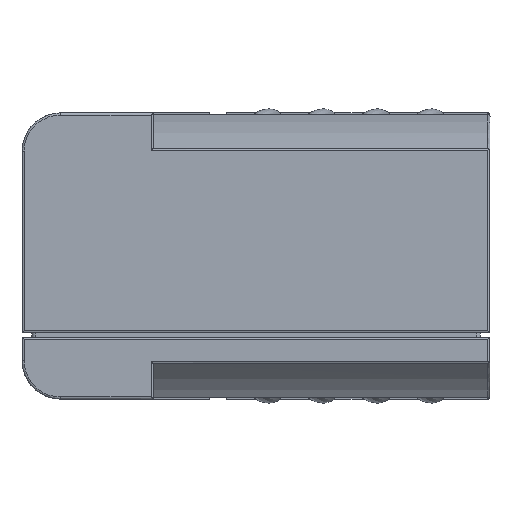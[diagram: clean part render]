
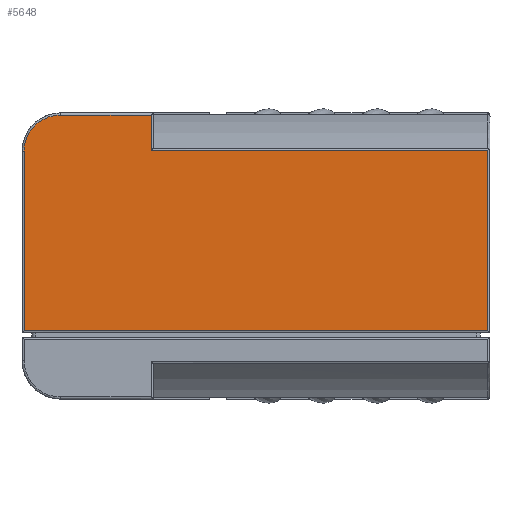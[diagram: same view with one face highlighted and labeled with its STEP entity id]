
A CAD part, front view. The second image highlights one B-rep face of the part: STEP entity #5648.
In plain terms, the highlighted face is planar.
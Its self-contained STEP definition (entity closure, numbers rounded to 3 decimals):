
#1081 = CARTESIAN_POINT ( 'NONE',  ( -21.558, -22.122, -27.647 ) ) ;
#1459 = LINE ( 'NONE', #9261, #11826 ) ;
#1797 = CARTESIAN_POINT ( 'NONE',  ( -21.428, -22.122, -28.3 ) ) ;
#2206 = VERTEX_POINT ( 'NONE', #25158 ) ;
#2580 = CARTESIAN_POINT ( 'NONE',  ( -21.428, -22.122, -36.7 ) ) ;
#2991 = CARTESIAN_POINT ( 'NONE',  ( -22.527, -22.122, -26.71 ) ) ;
#3023 = CARTESIAN_POINT ( 'NONE',  ( -43.138, -22.122, -36.7 ) ) ;
#3055 = CARTESIAN_POINT ( 'NONE',  ( -21.428, -22.122, -29.881 ) ) ;
#3169 = CARTESIAN_POINT ( 'NONE',  ( -21.632, -22.122, -27.489 ) ) ;
#3822 = VERTEX_POINT ( 'NONE', #2580 ) ;
#3885 = PLANE ( 'NONE',  #17129 ) ;
#3938 = CARTESIAN_POINT ( 'NONE',  ( -26.304, -22.122, -28.257 ) ) ;
#4651 = CARTESIAN_POINT ( 'NONE',  ( -26.304, -22.122, -29.881 ) ) ;
#4864 = CARTESIAN_POINT ( 'NONE',  ( -21.552, -22.122, -27.662 ) ) ;
#5172 = LINE ( 'NONE', #13918, #25372 ) ;
#5528 = LINE ( 'NONE', #3055, #15573 ) ;
#5648 = ADVANCED_FACE ( 'NONE', ( #20452 ), #3885, .T. ) ;
#5748 = VERTEX_POINT ( 'NONE', #23926 ) ;
#5927 = EDGE_CURVE ( 'NONE', #2206, #5748, #1459, .T. ) ;
#6842 = CARTESIAN_POINT ( 'NONE',  ( -22.092, -22.122, -26.932 ) ) ;
#6920 = CARTESIAN_POINT ( 'NONE',  ( -21.428, -22.122, -28.084 ) ) ;
#6998 = CARTESIAN_POINT ( 'NONE',  ( -21.57, -22.122, -27.62 ) ) ;
#7096 = CARTESIAN_POINT ( 'NONE',  ( -23.02, -22.122, -26.6 ) ) ;
#7181 = CARTESIAN_POINT ( 'NONE',  ( -23.128, -22.122, -26.6 ) ) ;
#7789 = EDGE_CURVE ( 'NONE', #18833, #3822, #5528, .T. ) ;
#8081 = EDGE_CURVE ( 'NONE', #23832, #16215, #22648, .T. ) ;
#8434 = DIRECTION ( 'NONE',  ( 0., 1., 0. ) ) ;
#8495 = VECTOR ( 'NONE', #20740, 1000. ) ;
#9126 = CARTESIAN_POINT ( 'NONE',  ( -22.553, -22.122, -26.7 ) ) ;
#9261 = CARTESIAN_POINT ( 'NONE',  ( -26.304, -22.122, -26.6 ) ) ;
#9718 = VERTEX_POINT ( 'NONE', #3023 ) ;
#10368 = EDGE_CURVE ( 'NONE', #5748, #18833, #14575, .T. ) ;
#10718 = CARTESIAN_POINT ( 'NONE',  ( -22.284, -22.122, -26.806 ) ) ;
#10735 = ORIENTED_EDGE ( 'NONE', *, *, #7789, .T. ) ;
#10975 = CARTESIAN_POINT ( 'NONE',  ( -22.861, -22.122, -26.615 ) ) ;
#11062 = CARTESIAN_POINT ( 'NONE',  ( -21.428, -22.122, -28.3 ) ) ;
#11826 = VECTOR ( 'NONE', #22964, 1000. ) ;
#12912 = CARTESIAN_POINT ( 'NONE',  ( -43.138, -22.122, -28.257 ) ) ;
#12999 = CARTESIAN_POINT ( 'NONE',  ( -22.516, -22.122, -26.714 ) ) ;
#13080 = CARTESIAN_POINT ( 'NONE',  ( -26.304, -22.122, -36.7 ) ) ;
#13918 = CARTESIAN_POINT ( 'NONE',  ( -27.388, -22.122, -29.881 ) ) ;
#14575 = B_SPLINE_CURVE_WITH_KNOTS ( 'NONE', 3,
 ( #7181, #7096, #10975, #22818, #20842, #9126, #2991, #12999, #10718, #6842, #22739, #20507, #3169, #14891, #6998, #1081, #4864, #18695, #6920, #11062 ),
 .UNSPECIFIED., .F., .F.,
 ( 4, 1, 1, 1, 2, 2, 2, 1, 1, 1, 2, 2, 4 ),
 ( 0., 0.125, 0.188, 0.219, 0.234, 0.25, 0.5, 0.625, 0.687, 0.719, 0.734, 0.75, 1. ),
 .UNSPECIFIED. ) ;
#14891 = CARTESIAN_POINT ( 'NONE',  ( -21.587, -22.122, -27.58 ) ) ;
#14937 = VECTOR ( 'NONE', #15857, 1000. ) ;
#15573 = VECTOR ( 'NONE', #16858, 1000. ) ;
#15857 = DIRECTION ( 'NONE',  ( 1., 0., 0. ) ) ;
#16215 = VERTEX_POINT ( 'NONE', #25204 ) ;
#16629 = LINE ( 'NONE', #19616, #20927 ) ;
#16858 = DIRECTION ( 'NONE',  ( 0., 0., -1. ) ) ;
#17129 = AXIS2_PLACEMENT_3D ( 'NONE', #4651, #8434, #19962 ) ;
#17439 = ORIENTED_EDGE ( 'NONE', *, *, #5927, .T. ) ;
#17630 = ORIENTED_EDGE ( 'NONE', *, *, #18513, .T. ) ;
#17817 = EDGE_LOOP ( 'NONE', ( #19322, #10735, #17630, #20139, #24818, #22290, #17439 ) ) ;
#18513 = EDGE_CURVE ( 'NONE', #3822, #9718, #21623, .T. ) ;
#18695 = CARTESIAN_POINT ( 'NONE',  ( -21.468, -22.122, -27.875 ) ) ;
#18833 = VERTEX_POINT ( 'NONE', #1797 ) ;
#19322 = ORIENTED_EDGE ( 'NONE', *, *, #10368, .T. ) ;
#19616 = CARTESIAN_POINT ( 'NONE',  ( -43.138, -22.122, -29.881 ) ) ;
#19694 = DIRECTION ( 'NONE',  ( 0., 0., 1. ) ) ;
#19932 = EDGE_CURVE ( 'NONE', #9718, #23832, #16629, .T. ) ;
#19962 = DIRECTION ( 'NONE',  ( 0., 0., 1. ) ) ;
#20139 = ORIENTED_EDGE ( 'NONE', *, *, #19932, .T. ) ;
#20452 = FACE_OUTER_BOUND ( 'NONE', #17817, .T. ) ;
#20507 = CARTESIAN_POINT ( 'NONE',  ( -21.734, -22.122, -27.315 ) ) ;
#20740 = DIRECTION ( 'NONE',  ( -1., 0., 0. ) ) ;
#20842 = CARTESIAN_POINT ( 'NONE',  ( -22.591, -22.122, -26.687 ) ) ;
#20927 = VECTOR ( 'NONE', #25213, 1000. ) ;
#21623 = LINE ( 'NONE', #13080, #8495 ) ;
#22290 = ORIENTED_EDGE ( 'NONE', *, *, #25365, .T. ) ;
#22648 = LINE ( 'NONE', #3938, #14937 ) ;
#22739 = CARTESIAN_POINT ( 'NONE',  ( -21.843, -22.122, -27.181 ) ) ;
#22818 = CARTESIAN_POINT ( 'NONE',  ( -22.68, -22.122, -26.658 ) ) ;
#22964 = DIRECTION ( 'NONE',  ( 1., 0., 0. ) ) ;
#23832 = VERTEX_POINT ( 'NONE', #12912 ) ;
#23926 = CARTESIAN_POINT ( 'NONE',  ( -23.128, -22.122, -26.6 ) ) ;
#24818 = ORIENTED_EDGE ( 'NONE', *, *, #8081, .T. ) ;
#25158 = CARTESIAN_POINT ( 'NONE',  ( -27.388, -22.122, -26.6 ) ) ;
#25204 = CARTESIAN_POINT ( 'NONE',  ( -27.388, -22.122, -28.257 ) ) ;
#25213 = DIRECTION ( 'NONE',  ( 0., 0., 1. ) ) ;
#25365 = EDGE_CURVE ( 'NONE', #16215, #2206, #5172, .T. ) ;
#25372 = VECTOR ( 'NONE', #19694, 1000. ) ;
